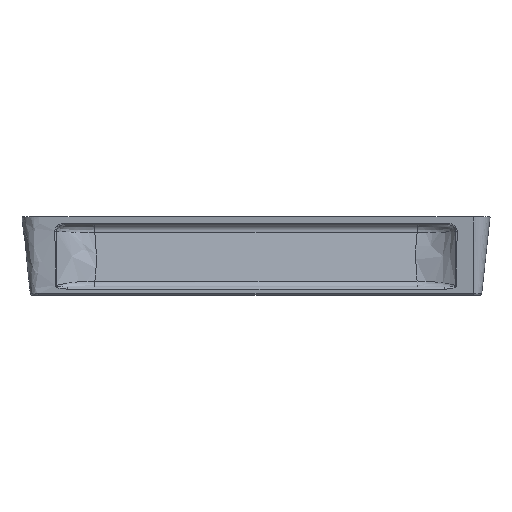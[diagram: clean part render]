
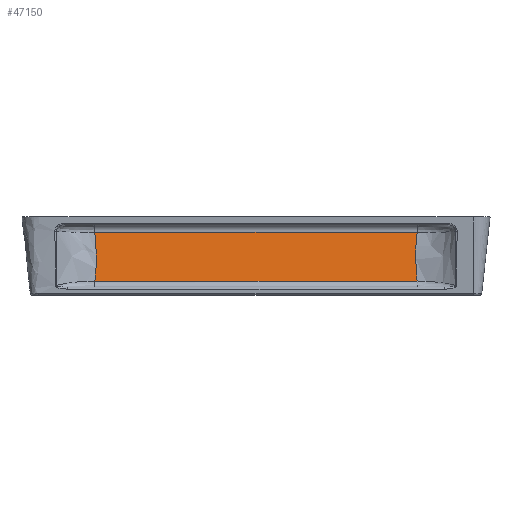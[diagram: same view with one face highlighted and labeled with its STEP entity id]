
A CAD part, top view. The second image highlights one B-rep face of the part: STEP entity #47150.
In plain terms, the highlighted planar face has unit normal (0, 0.108, 0.994).
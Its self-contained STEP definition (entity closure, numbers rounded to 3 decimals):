
#300=CARTESIAN_POINT('',(47.512,18.484,
-2.397));
#310=VERTEX_POINT('',#300);
#340=CARTESIAN_POINT('',(-73.62,18.484,
-2.397));
#350=DIRECTION('',(-1.,-0.,-0.));
#360=VECTOR('',#350,1000.);
#370=LINE('',#340,#360);
#380=CARTESIAN_POINT('',(-47.512,18.484,
-2.397));
#390=VERTEX_POINT('',#380);
#400=EDGE_CURVE('',#310,#390,#370,.T.);
#2780=CARTESIAN_POINT('',(-47.494,4.077,
-0.831));
#2790=VERTEX_POINT('',#2780);
#46740=CARTESIAN_POINT('',(-73.62,-0.042,
-0.383));
#46750=DIRECTION('',(0.,-0.108,-0.994));
#46760=DIRECTION('',(0.,0.994,-0.108));
#46770=AXIS2_PLACEMENT_3D('',#46740,#46750,#46760);
#46780=PLANE('',#46770);
#46790=ORIENTED_EDGE('',*,*,#400,.T.);
#46800=CARTESIAN_POINT('',(47.493,4.084,
-0.832));
#46810=CARTESIAN_POINT('',(47.217,6.403,
-1.084));
#46820=CARTESIAN_POINT('',(47.08,8.801,
-1.344));
#46830=CARTESIAN_POINT('',(47.083,11.899,
-1.681));
#46840=CARTESIAN_POINT('',(47.092,12.508,
-1.747));
#46850=CARTESIAN_POINT('',(47.128,13.724,
-1.879));
#46860=CARTESIAN_POINT('',(47.209,15.536,
-2.076));
#46870=CARTESIAN_POINT('',(47.369,17.314,
-2.27));
#46880=CARTESIAN_POINT('',(47.512,18.484,
-2.397));
#46890=B_SPLINE_CURVE_WITH_KNOTS('',3,(#46800,#46810,#46820,#46830,
#46840,#46850,#46860,#46870,#46880),.UNSPECIFIED.,.F.,.F.,(4,2,2,1,4),(
0.1,0.488,0.585,0.682,
0.877),.UNSPECIFIED.);
#46900=CARTESIAN_POINT('',(47.493,4.084,
-0.832));
#46910=VERTEX_POINT('',#46900);
#46920=EDGE_CURVE('',#46910,#310,#46890,.T.);
#46930=ORIENTED_EDGE('',*,*,#46920,.T.);
#46940=CARTESIAN_POINT('',(-47.494,4.077,
-0.831));
#46950=CARTESIAN_POINT('',(-15.831,4.084,
-0.832));
#46960=CARTESIAN_POINT('',(15.831,4.084,
-0.832));
#46970=CARTESIAN_POINT('',(47.493,4.084,
-0.832));
#46980=B_SPLINE_CURVE_WITH_KNOTS('',3,(#46940,#46950,#46960,#46970),
.UNSPECIFIED.,.F.,.F.,(4,4),(0.026,0.121),
.UNSPECIFIED.);
#46990=EDGE_CURVE('',#2790,#46910,#46980,.T.);
#47000=ORIENTED_EDGE('',*,*,#46990,.T.);
#47010=CARTESIAN_POINT('',(-47.512,18.484,
-2.397));
#47020=CARTESIAN_POINT('',(-47.369,17.313,
-2.269));
#47030=CARTESIAN_POINT('',(-47.209,15.534,
-2.076));
#47040=CARTESIAN_POINT('',(-47.128,13.721,
-1.879));
#47050=CARTESIAN_POINT('',(-47.092,12.505,
-1.747));
#47060=CARTESIAN_POINT('',(-47.083,11.895,
-1.681));
#47070=CARTESIAN_POINT('',(-47.08,8.797,
-1.344));
#47080=CARTESIAN_POINT('',(-47.217,6.397,
-1.083));
#47090=CARTESIAN_POINT('',(-47.494,4.077,
-0.831));
#47100=B_SPLINE_CURVE_WITH_KNOTS('',3,(#47010,#47020,#47030,#47040,
#47050,#47060,#47070,#47080,#47090),.UNSPECIFIED.,.F.,.F.,(4,1,2,2,4),(
0.124,0.318,0.415,0.512,
0.9),.UNSPECIFIED.);
#47110=EDGE_CURVE('',#390,#2790,#47100,.T.);
#47120=ORIENTED_EDGE('',*,*,#47110,.T.);
#47130=EDGE_LOOP('',(#47120,#47000,#46930,#46790));
#47140=FACE_OUTER_BOUND('',#47130,.T.);
#47150=ADVANCED_FACE('',(#47140),#46780,.F.);
